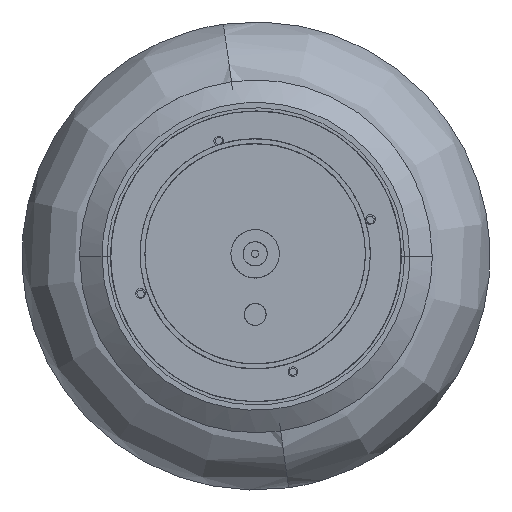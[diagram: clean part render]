
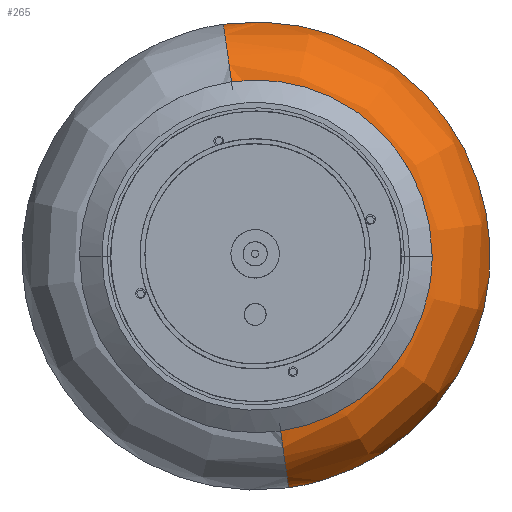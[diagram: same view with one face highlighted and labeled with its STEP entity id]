
A CAD part, top view. The second image highlights one B-rep face of the part: STEP entity #265.
In plain terms, the highlighted free-form (B-spline) face has degree [2, 2] with [5, 5] control points.
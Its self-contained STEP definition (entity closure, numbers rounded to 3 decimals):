
#265=ADVANCED_FACE('',(#531),#3198,.T.);
#531=FACE_OUTER_BOUND('',#787,.T.);
#787=EDGE_LOOP('',(#1813,#1814,#1815,#1816));
#1813=ORIENTED_EDGE('',*,*,#2515,.T.);
#1814=ORIENTED_EDGE('',*,*,#2493,.F.);
#1815=ORIENTED_EDGE('',*,*,#2499,.F.);
#1816=ORIENTED_EDGE('',*,*,#2495,.T.);
#2493=EDGE_CURVE('',#2965,#2975,#3807,.T.);
#2495=EDGE_CURVE('',#2966,#2967,#3809,.T.);
#2499=EDGE_CURVE('',#2966,#2965,#3813,.T.);
#2515=EDGE_CURVE('',#2967,#2975,#3828,.T.);
#2965=VERTEX_POINT('',#9647);
#2966=VERTEX_POINT('',#9648);
#2967=VERTEX_POINT('',#9649);
#2975=VERTEX_POINT('',#9657);
#3198=(
BOUNDED_SURFACE()
B_SPLINE_SURFACE(2,2,((#9449,#9450,#9451,#9452,#9453),(#9454,#9455,#9456,
#9457,#9458),(#9459,#9460,#9461,#9462,#9463),(#9464,#9465,#9466,#9467,#9468),
(#9469,#9470,#9471,#9472,#9473)),.UNSPECIFIED.,.F.,.F.,.F.)
B_SPLINE_SURFACE_WITH_KNOTS((3,2,3),(3,2,3),(0.,101.346,202.693),
(149.901,175.826,201.752),.UNSPECIFIED.)
GEOMETRIC_REPRESENTATION_ITEM()
RATIONAL_B_SPLINE_SURFACE(((1.,0.92,1.,0.92,1.),
(0.707,0.65,0.707,0.65,
0.707),(1.,0.92,1.,0.92,1.),(0.707,
0.65,0.707,0.65,0.707),
(1.,0.92,1.,0.92,1.)))
REPRESENTATION_ITEM('')
SURFACE()
);
#3807=(
BOUNDED_CURVE()
B_SPLINE_CURVE(2,(#9221,#9222,#9223,#9224,#9225),.UNSPECIFIED.,.F.,.F.)
B_SPLINE_CURVE_WITH_KNOTS((3,2,3),(0.,101.346,202.693),
.UNSPECIFIED.)
CURVE()
GEOMETRIC_REPRESENTATION_ITEM()
RATIONAL_B_SPLINE_CURVE((1.,0.707,1.,0.707,1.))
REPRESENTATION_ITEM('')
);
#3809=(
BOUNDED_CURVE()
B_SPLINE_CURVE(2,(#9229,#9230,#9231,#9232,#9233),.UNSPECIFIED.,.F.,.F.)
B_SPLINE_CURVE_WITH_KNOTS((3,2,3),(0.,99.128,198.256),
.UNSPECIFIED.)
CURVE()
GEOMETRIC_REPRESENTATION_ITEM()
RATIONAL_B_SPLINE_CURVE((1.,0.707,1.,0.707,1.))
REPRESENTATION_ITEM('')
);
#3813=(
BOUNDED_CURVE()
B_SPLINE_CURVE(2,(#9249,#9250,#9251,#9252,#9253),.UNSPECIFIED.,.F.,.F.)
B_SPLINE_CURVE_WITH_KNOTS((3,2,3),(149.901,175.826,201.752),
.UNSPECIFIED.)
CURVE()
GEOMETRIC_REPRESENTATION_ITEM()
RATIONAL_B_SPLINE_CURVE((1.,0.92,1.,0.92,1.))
REPRESENTATION_ITEM('')
);
#3828=(
BOUNDED_CURVE()
B_SPLINE_CURVE(2,(#9314,#9315,#9316,#9317,#9318),.UNSPECIFIED.,.F.,.F.)
B_SPLINE_CURVE_WITH_KNOTS((3,2,3),(149.901,175.826,201.752),
.UNSPECIFIED.)
CURVE()
GEOMETRIC_REPRESENTATION_ITEM()
RATIONAL_B_SPLINE_CURVE((1.,0.92,1.,0.92,1.))
REPRESENTATION_ITEM('')
);
#9221=CARTESIAN_POINT('',(-663.819,-553.643,197.477));
#9222=CARTESIAN_POINT('',(-663.819,-457.014,197.477));
#9223=CARTESIAN_POINT('',(-760.448,-457.014,197.477));
#9224=CARTESIAN_POINT('',(-857.077,-457.014,197.477));
#9225=CARTESIAN_POINT('',(-857.077,-553.643,197.477));
#9229=CARTESIAN_POINT('',(-697.341,-553.643,165.398));
#9230=CARTESIAN_POINT('',(-697.341,-490.536,165.398));
#9231=CARTESIAN_POINT('',(-760.448,-490.536,165.398));
#9232=CARTESIAN_POINT('',(-823.555,-490.536,165.398));
#9233=CARTESIAN_POINT('',(-823.555,-553.643,165.398));
#9249=CARTESIAN_POINT('',(-697.341,-553.643,165.398));
#9250=CARTESIAN_POINT('',(-683.639,-553.643,164.795));
#9251=CARTESIAN_POINT('',(-673.729,-553.643,174.278));
#9252=CARTESIAN_POINT('',(-663.819,-553.643,183.761));
#9253=CARTESIAN_POINT('',(-663.819,-553.643,197.477));
#9314=CARTESIAN_POINT('',(-823.555,-553.643,165.398));
#9315=CARTESIAN_POINT('',(-837.258,-553.643,164.795));
#9316=CARTESIAN_POINT('',(-847.167,-553.643,174.278));
#9317=CARTESIAN_POINT('',(-857.077,-553.643,183.761));
#9318=CARTESIAN_POINT('',(-857.077,-553.643,197.477));
#9449=CARTESIAN_POINT('',(-697.341,-553.643,165.398));
#9450=CARTESIAN_POINT('',(-683.639,-553.643,164.795));
#9451=CARTESIAN_POINT('',(-673.729,-553.643,174.278));
#9452=CARTESIAN_POINT('',(-663.819,-553.643,183.761));
#9453=CARTESIAN_POINT('',(-663.819,-553.643,197.477));
#9454=CARTESIAN_POINT('',(-697.341,-490.536,165.398));
#9455=CARTESIAN_POINT('',(-683.639,-476.833,164.795));
#9456=CARTESIAN_POINT('',(-673.729,-466.924,174.278));
#9457=CARTESIAN_POINT('',(-663.819,-457.014,183.761));
#9458=CARTESIAN_POINT('',(-663.819,-457.014,197.477));
#9459=CARTESIAN_POINT('',(-760.448,-490.536,165.398));
#9460=CARTESIAN_POINT('',(-760.448,-476.833,164.795));
#9461=CARTESIAN_POINT('',(-760.448,-466.924,174.278));
#9462=CARTESIAN_POINT('',(-760.448,-457.014,183.761));
#9463=CARTESIAN_POINT('',(-760.448,-457.014,197.477));
#9464=CARTESIAN_POINT('',(-823.555,-490.536,165.398));
#9465=CARTESIAN_POINT('',(-837.258,-476.833,164.795));
#9466=CARTESIAN_POINT('',(-847.167,-466.924,174.278));
#9467=CARTESIAN_POINT('',(-857.077,-457.014,183.761));
#9468=CARTESIAN_POINT('',(-857.077,-457.014,197.477));
#9469=CARTESIAN_POINT('',(-823.555,-553.643,165.398));
#9470=CARTESIAN_POINT('',(-837.258,-553.643,164.795));
#9471=CARTESIAN_POINT('',(-847.167,-553.643,174.278));
#9472=CARTESIAN_POINT('',(-857.077,-553.643,183.761));
#9473=CARTESIAN_POINT('',(-857.077,-553.643,197.477));
#9647=CARTESIAN_POINT('',(-663.819,-553.643,197.477));
#9648=CARTESIAN_POINT('',(-697.341,-553.643,165.398));
#9649=CARTESIAN_POINT('',(-823.555,-553.643,165.398));
#9657=CARTESIAN_POINT('',(-857.077,-553.643,197.477));
